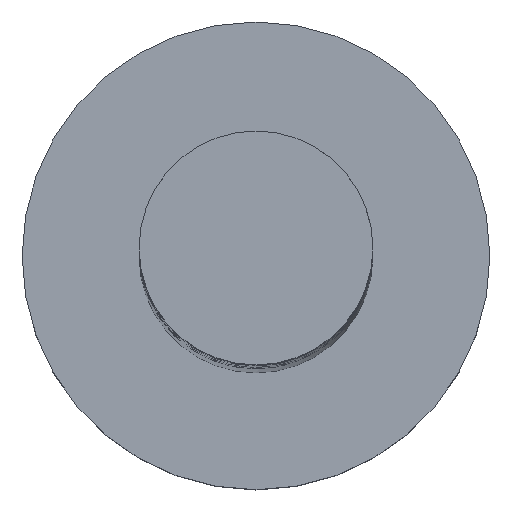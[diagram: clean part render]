
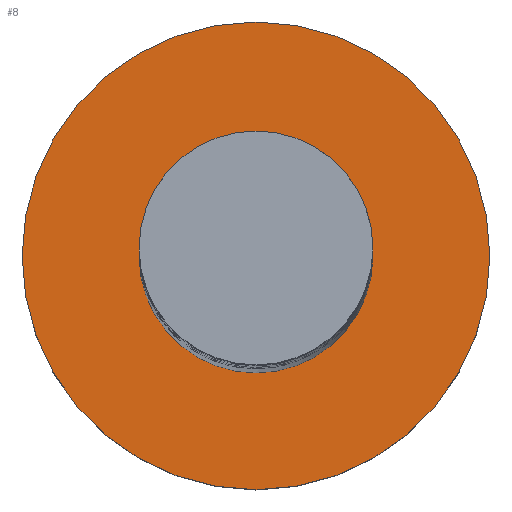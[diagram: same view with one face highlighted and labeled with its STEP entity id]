
A CAD part, top view. The second image highlights one B-rep face of the part: STEP entity #8.
In plain terms, the highlighted planar face has unit normal (0, 0, 1).
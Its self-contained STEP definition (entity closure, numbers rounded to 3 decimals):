
#7 = ORIENTED_EDGE ( 'NONE', *, *, #257, .F. ) ;
#8 = ADVANCED_FACE ( 'NONE', ( #1010, #435 ), #211, .T. ) ;
#130 = CARTESIAN_POINT ( 'NONE',  ( -2.5, 0., 3. ) ) ;
#211 = PLANE ( 'NONE',  #1155 ) ;
#246 = EDGE_LOOP ( 'NONE', ( #7, #1178 ) ) ;
#257 = EDGE_CURVE ( 'NONE', #645, #619, #1426, .T. ) ;
#286 = ORIENTED_EDGE ( 'NONE', *, *, #1064, .T. ) ;
#327 = DIRECTION ( 'NONE',  ( 0., 0., 1. ) ) ;
#357 = CIRCLE ( 'NONE', #1185, 5. ) ;
#369 = CARTESIAN_POINT ( 'NONE',  ( 0., 0., 3. ) ) ;
#387 = VERTEX_POINT ( 'NONE', #1424 ) ;
#435 = FACE_OUTER_BOUND ( 'NONE', #674, .T. ) ;
#441 = DIRECTION ( 'NONE',  ( 0., 0., 1. ) ) ;
#529 = CARTESIAN_POINT ( 'NONE',  ( 0., 0., 3. ) ) ;
#534 = EDGE_CURVE ( 'NONE', #1063, #387, #622, .T. ) ;
#544 = DIRECTION ( 'NONE',  ( 1., 0., 0. ) ) ;
#549 = CIRCLE ( 'NONE', #1019, 2.5 ) ;
#580 = CARTESIAN_POINT ( 'NONE',  ( 0., 0., 3. ) ) ;
#619 = VERTEX_POINT ( 'NONE', #1446 ) ;
#622 = CIRCLE ( 'NONE', #1068, 5. ) ;
#642 = DIRECTION ( 'NONE',  ( 0., 0., 1. ) ) ;
#645 = VERTEX_POINT ( 'NONE', #130 ) ;
#671 = CARTESIAN_POINT ( 'NONE',  ( 5., 0., 3. ) ) ;
#672 = CARTESIAN_POINT ( 'NONE',  ( 0., 0., 3. ) ) ;
#674 = EDGE_LOOP ( 'NONE', ( #286, #1297 ) ) ;
#680 = EDGE_CURVE ( 'NONE', #619, #645, #549, .T. ) ;
#777 = AXIS2_PLACEMENT_3D ( 'NONE', #369, #1130, #937 ) ;
#893 = DIRECTION ( 'NONE',  ( 1., 0., 0. ) ) ;
#937 = DIRECTION ( 'NONE',  ( 1., 0., 0. ) ) ;
#1003 = CARTESIAN_POINT ( 'NONE',  ( 0., 0., 3. ) ) ;
#1010 = FACE_BOUND ( 'NONE', #246, .T. ) ;
#1019 = AXIS2_PLACEMENT_3D ( 'NONE', #580, #1158, #1364 ) ;
#1063 = VERTEX_POINT ( 'NONE', #671 ) ;
#1064 = EDGE_CURVE ( 'NONE', #387, #1063, #357, .T. ) ;
#1068 = AXIS2_PLACEMENT_3D ( 'NONE', #672, #642, #1122 ) ;
#1122 = DIRECTION ( 'NONE',  ( 1., 0., 0. ) ) ;
#1130 = DIRECTION ( 'NONE',  ( 0., 0., 1. ) ) ;
#1155 = AXIS2_PLACEMENT_3D ( 'NONE', #1003, #441, #893 ) ;
#1158 = DIRECTION ( 'NONE',  ( 0., 0., 1. ) ) ;
#1178 = ORIENTED_EDGE ( 'NONE', *, *, #680, .F. ) ;
#1185 = AXIS2_PLACEMENT_3D ( 'NONE', #529, #327, #544 ) ;
#1297 = ORIENTED_EDGE ( 'NONE', *, *, #534, .T. ) ;
#1364 = DIRECTION ( 'NONE',  ( 1., 0., 0. ) ) ;
#1424 = CARTESIAN_POINT ( 'NONE',  ( -5., 0., 3. ) ) ;
#1426 = CIRCLE ( 'NONE', #777, 2.5 ) ;
#1446 = CARTESIAN_POINT ( 'NONE',  ( 2.5, 0., 3. ) ) ;
